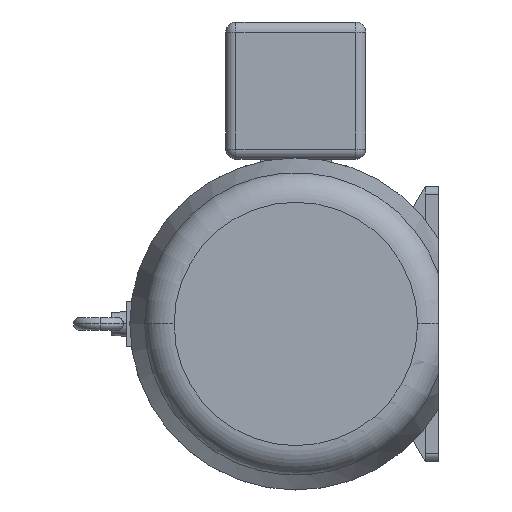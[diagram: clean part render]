
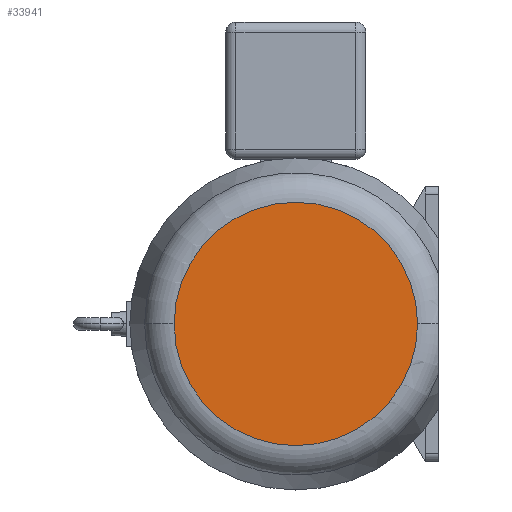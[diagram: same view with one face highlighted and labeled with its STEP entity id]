
A CAD part, left-side view. The second image highlights one B-rep face of the part: STEP entity #33941.
In plain terms, the highlighted planar face has unit normal (-1, 0, 0).
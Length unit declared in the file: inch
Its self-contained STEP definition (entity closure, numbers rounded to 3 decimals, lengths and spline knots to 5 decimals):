
#2769 = CIRCLE ( 'NONE', #46065, 5.9741 ) ;
#13690 = AXIS2_PLACEMENT_3D ( 'NONE', #15989, #64630, #151472 ) ;
#15989 = CARTESIAN_POINT ( 'NONE',  ( -36.175, 5.9741, 0. ) ) ;
#16771 = FACE_OUTER_BOUND ( 'NONE', #125780, .T. ) ;
#27242 = VERTEX_POINT ( 'NONE', #75667 ) ;
#33941 = ADVANCED_FACE ( 'Defeatured_0_29', ( #16771 ), #39917, .F. ) ;
#39917 = PLANE ( 'NONE',  #13690 ) ;
#41756 = ORIENTED_EDGE ( 'NONE', *, *, #108197, .F. ) ;
#42530 = VERTEX_POINT ( 'NONE', #133466 ) ;
#46065 = AXIS2_PLACEMENT_3D ( 'NONE', #123744, #147595, #125317 ) ;
#48826 = CIRCLE ( 'NONE', #153279, 5.9741 ) ;
#62697 = EDGE_CURVE ( 'Defeatured_0_37+Defeatured_0_29+Defeatured_0_29+Defeatured_0_29', #27242, #42530, #2769, .T. ) ;
#64630 = DIRECTION ( 'NONE',  ( 1., 0., 0. ) ) ;
#75667 = CARTESIAN_POINT ( 'NONE',  ( -36.175, -5.9741, 0. ) ) ;
#93387 = CARTESIAN_POINT ( 'NONE',  ( -36.175, 0., 0. ) ) ;
#104620 = DIRECTION ( 'NONE',  ( 0., -1., 0. ) ) ;
#108197 = EDGE_CURVE ( 'Defeatured_0_37+Defeatured_0_29+Defeatured_0_29+Defeatured_0_29', #42530, #27242, #48826, .T. ) ;
#123744 = CARTESIAN_POINT ( 'NONE',  ( -36.175, 0., 0. ) ) ;
#125317 = DIRECTION ( 'NONE',  ( 0., -1., 0. ) ) ;
#125780 = EDGE_LOOP ( 'NONE', ( #126202, #41756 ) ) ;
#126202 = ORIENTED_EDGE ( 'NONE', *, *, #62697, .F. ) ;
#131689 = DIRECTION ( 'NONE',  ( 1., 0., 0. ) ) ;
#133466 = CARTESIAN_POINT ( 'NONE',  ( -36.175, 5.9741, 0. ) ) ;
#147595 = DIRECTION ( 'NONE',  ( 1., 0., 0. ) ) ;
#151472 = DIRECTION ( 'NONE',  ( 0., -1., 0. ) ) ;
#153279 = AXIS2_PLACEMENT_3D ( 'NONE', #93387, #131689, #104620 ) ;
